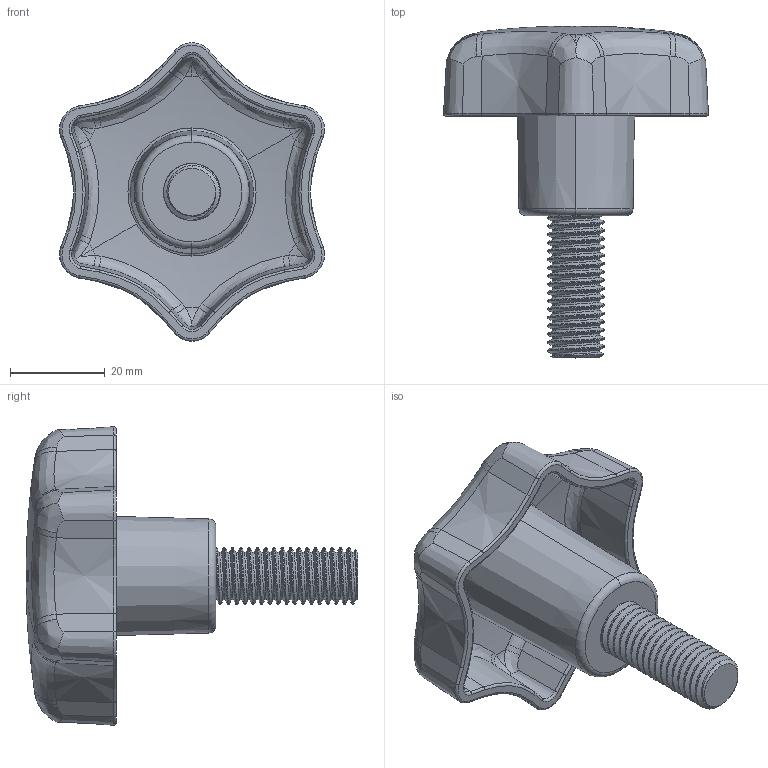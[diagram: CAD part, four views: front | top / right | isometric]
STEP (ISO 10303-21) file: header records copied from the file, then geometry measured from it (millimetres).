
FILE_DESCRIPTION (( 'STEP AP214' ), '1' );
FILE_NAME ('02769-Star Knob Stainless Steel Ext Thread 30mm M12.STEP', '2018-08-07T01:49:02', ( '' ), ( '' ), 'SwSTEP 2.0', 'SolidWorks 2018', '' );
FILE_SCHEMA (( 'AUTOMOTIVE_DESIGN' ));
Length unit declared in the file: millimetre
Products named in the file (1): 02769-Star Knob Stainless Steel Ext Thread 30mm M12
Bounding box: 55.84 x 70 x 62.94 mm (x, y, z)
Volume: 32863.2 mm3; surface area: 14400.1 mm2
Topology: 1 solids, 1 shells, 509 faces, 1342 edges, 841 vertices
Faces by surface type: bspline 297, torus 90, cylinder 65, cone 29, plane 28
Entity records: 46468 total; most frequent: CARTESIAN_POINT 36226, ORIENTED_EDGE 2644, EDGE_CURVE 1322, DIRECTION 1025, B_SPLINE_CURVE_WITH_KNOTS 911, VERTEX_POINT 841, EDGE_LOOP 535, FACE_OUTER_BOUND 509
